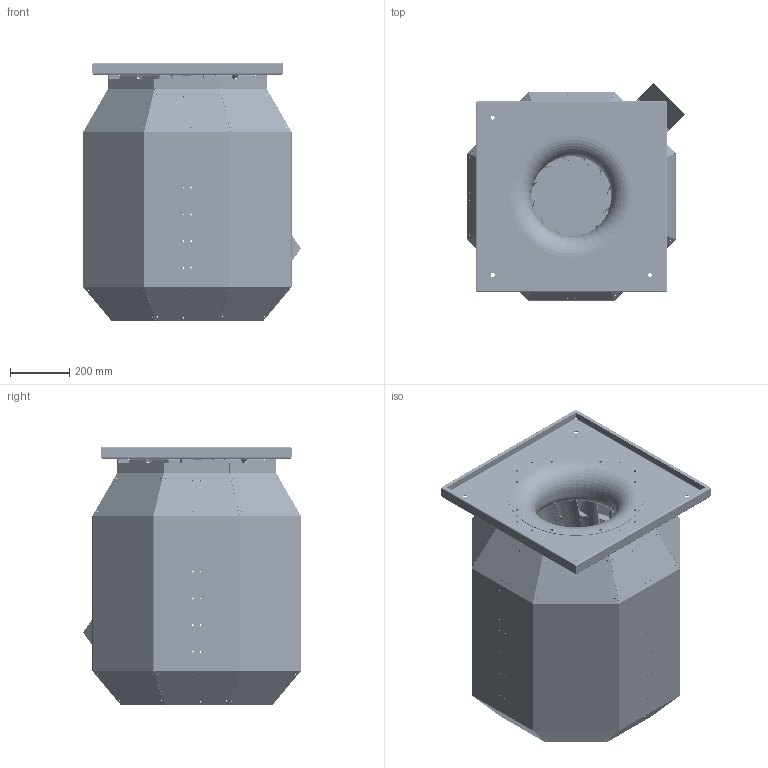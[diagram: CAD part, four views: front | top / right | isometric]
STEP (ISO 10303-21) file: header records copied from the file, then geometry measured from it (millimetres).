
FILE_DESCRIPTION(('STEP AP203'), '1');
FILE_NAME('薹陔 4鼯', '', ('UNSPECIFIED'), ('UNSPECIFIED'), 'ASCON STEP Converter 1.3', 'ASCON Math Kernel', '');
FILE_SCHEMA(('CONFIG_CONTROL_DESIGN'));
Length unit declared in the file: millimetre
Products named in the file (1): ÂÊÐÂê 4 (3.55) ÄÓ
Bounding box: 732.75 x 732.75 x 871.35 mm (x, y, z)
Volume: 7597758.9 mm3; surface area: 11542765.8 mm2
Topology: 29 solids, 29 shells, 4422 faces, 11005 edges, 6558 vertices
Faces by surface type: plane 2660, cylinder 1530, bspline 228, torus 4
Full cylindrical faces by diameter (mm): 5 x467, 6.5 x12, 8.5 x36, 9.3 x92, 11.3 x52, 13.3 x16, 16 x16, 80 x2, 180 x1, 181 x1, 270 x1, 274 x1, 280 x1, 284 x1, 346 x1, 400 x4, 410 x1, 460 x1
Entity records: 169187 total; most frequent: CARTESIAN_POINT 30112, DIRECTION 20735, ORIENTED_EDGE 20518, EDGE_CURVE 10259, AXIS2_PLACEMENT_3D 7277, EDGE_LOOP 6673, VERTEX_POINT 6522, LINE 6181
